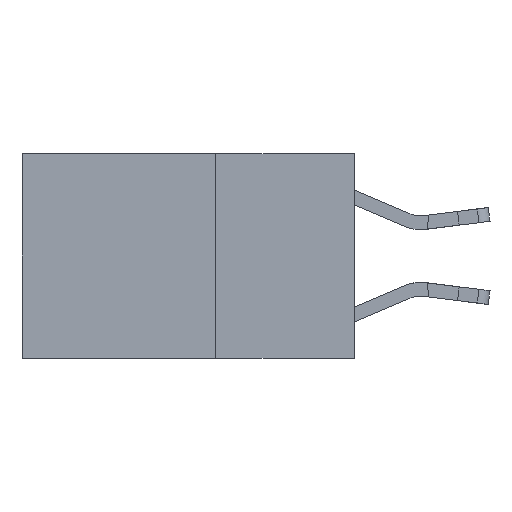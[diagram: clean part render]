
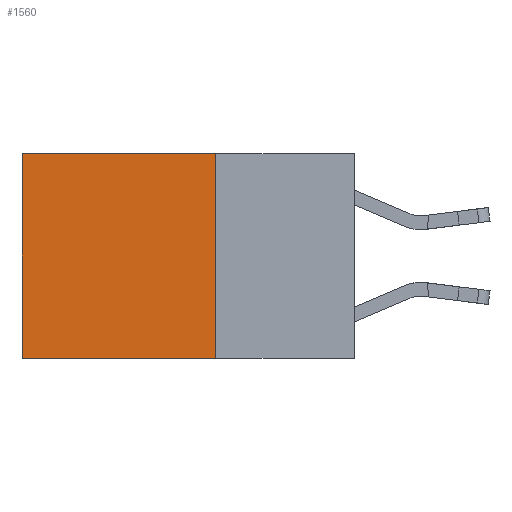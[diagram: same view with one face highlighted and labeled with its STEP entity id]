
A CAD part, left-side view. The second image highlights one B-rep face of the part: STEP entity #1560.
In plain terms, the highlighted planar face has unit normal (-1, 0, 0).
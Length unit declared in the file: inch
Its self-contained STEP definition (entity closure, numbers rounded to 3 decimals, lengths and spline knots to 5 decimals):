
#940 = DIRECTION ( 'NONE',  ( 1., 0., 0. ) ) ;
#1132 = ORIENTED_EDGE ( 'NONE', *, *, #11847, .T. ) ;
#1560 = ADVANCED_FACE ( 'NONE', ( #11538 ), #2243, .F. ) ;
#1678 = AXIS2_PLACEMENT_3D ( 'NONE', #14186, #940, #10600 ) ;
#2243 = PLANE ( 'NONE',  #1678 ) ;
#2354 = CARTESIAN_POINT ( 'NONE',  ( 0.2625, 0.25, -0.37 ) ) ;
#2578 = CARTESIAN_POINT ( 'NONE',  ( 0.2625, 0.25, -0.37 ) ) ;
#3834 = EDGE_CURVE ( 'NONE', #11891, #9431, #14047, .T. ) ;
#3911 = VECTOR ( 'NONE', #10685, 39.37008 ) ;
#4856 = LINE ( 'NONE', #14319, #7725 ) ;
#4961 = VECTOR ( 'NONE', #14426, 39.37008 ) ;
#5334 = CARTESIAN_POINT ( 'NONE',  ( 0.2625, 0.6, 0. ) ) ;
#5485 = ORIENTED_EDGE ( 'NONE', *, *, #9682, .F. ) ;
#6263 = LINE ( 'NONE', #2578, #4961 ) ;
#7697 = VERTEX_POINT ( 'NONE', #10271 ) ;
#7725 = VECTOR ( 'NONE', #13175, 39.37008 ) ;
#7964 = ORIENTED_EDGE ( 'NONE', *, *, #3834, .T. ) ;
#8453 = VECTOR ( 'NONE', #13650, 39.37008 ) ;
#8869 = CARTESIAN_POINT ( 'NONE',  ( 0.2625, 0.25, 0. ) ) ;
#9023 = LINE ( 'NONE', #8869, #8453 ) ;
#9431 = VERTEX_POINT ( 'NONE', #5334 ) ;
#9682 = EDGE_CURVE ( 'NONE', #11891, #10494, #9023, .T. ) ;
#10271 = CARTESIAN_POINT ( 'NONE',  ( 0.2625, 0.6, -0.37 ) ) ;
#10494 = VERTEX_POINT ( 'NONE', #2354 ) ;
#10600 = DIRECTION ( 'NONE',  ( 0., 0., -1. ) ) ;
#10685 = DIRECTION ( 'NONE',  ( 0., 1., 0. ) ) ;
#11042 = CARTESIAN_POINT ( 'NONE',  ( 0.2625, 0.25, 0. ) ) ;
#11265 = EDGE_CURVE ( 'NONE', #10494, #7697, #6263, .T. ) ;
#11538 = FACE_OUTER_BOUND ( 'NONE', #14899, .T. ) ;
#11847 = EDGE_CURVE ( 'NONE', #9431, #7697, #4856, .T. ) ;
#11891 = VERTEX_POINT ( 'NONE', #11042 ) ;
#12883 = ORIENTED_EDGE ( 'NONE', *, *, #11265, .F. ) ;
#12971 = CARTESIAN_POINT ( 'NONE',  ( 0.2625, 0.25, 0. ) ) ;
#13175 = DIRECTION ( 'NONE',  ( 0., 0., -1. ) ) ;
#13650 = DIRECTION ( 'NONE',  ( 0., 0., -1. ) ) ;
#14047 = LINE ( 'NONE', #12971, #3911 ) ;
#14186 = CARTESIAN_POINT ( 'NONE',  ( 0.2625, 0.25, 0. ) ) ;
#14319 = CARTESIAN_POINT ( 'NONE',  ( 0.2625, 0.6, 0. ) ) ;
#14426 = DIRECTION ( 'NONE',  ( 0., 1., 0. ) ) ;
#14899 = EDGE_LOOP ( 'NONE', ( #1132, #12883, #5485, #7964 ) ) ;
